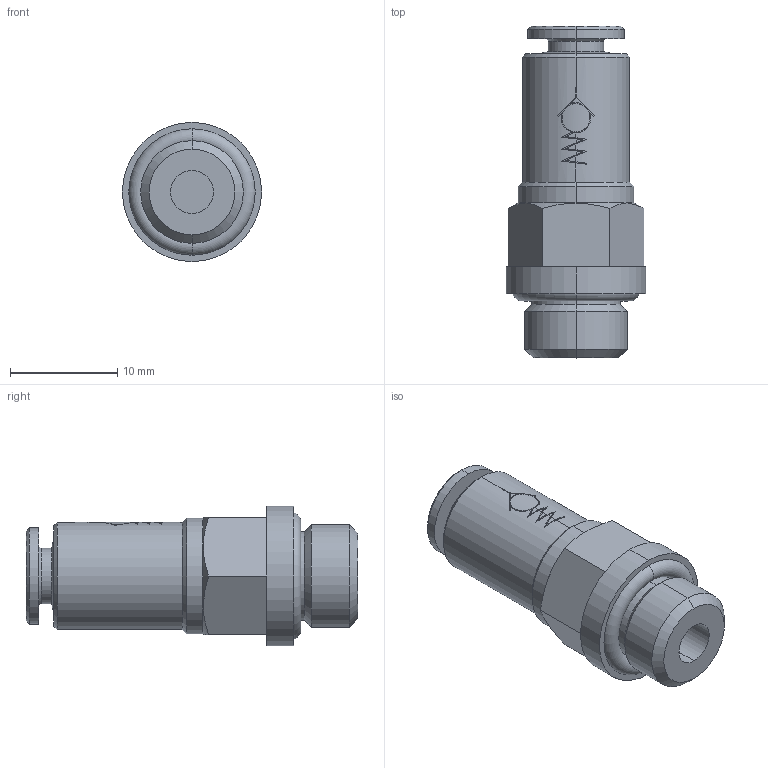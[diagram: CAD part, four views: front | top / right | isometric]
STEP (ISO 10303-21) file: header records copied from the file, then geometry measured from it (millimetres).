
FILE_DESCRIPTION (( 'STEP AP203' ), '1' );
FILE_NAME ('04230011.STEP', '2010-03-31T09:52:30', ( 'Flavio' ), ( '' ), 'SwSTEP 2.0', 'SolidWorks 2009', '' );
FILE_SCHEMA (( 'CONFIG_CONTROL_DESIGN' ));
Length unit declared in the file: millimetre
Products named in the file (1): 04230011
Bounding box: 13 x 31 x 13 mm (x, y, z)
Volume: 2352.8 mm3; surface area: 1604.1 mm2
Topology: 1 solids, 1 shells, 90 faces, 215 edges, 136 vertices
Faces by surface type: bspline 26, cylinder 26, cone 18, plane 18, torus 2
Entity records: 3339 total; most frequent: CARTESIAN_POINT 1398, ORIENTED_EDGE 430, DIRECTION 304, EDGE_CURVE 215, VERTEX_POINT 136, AXIS2_PLACEMENT_3D 122, EDGE_LOOP 99, B_SPLINE_CURVE_WITH_KNOTS 98
